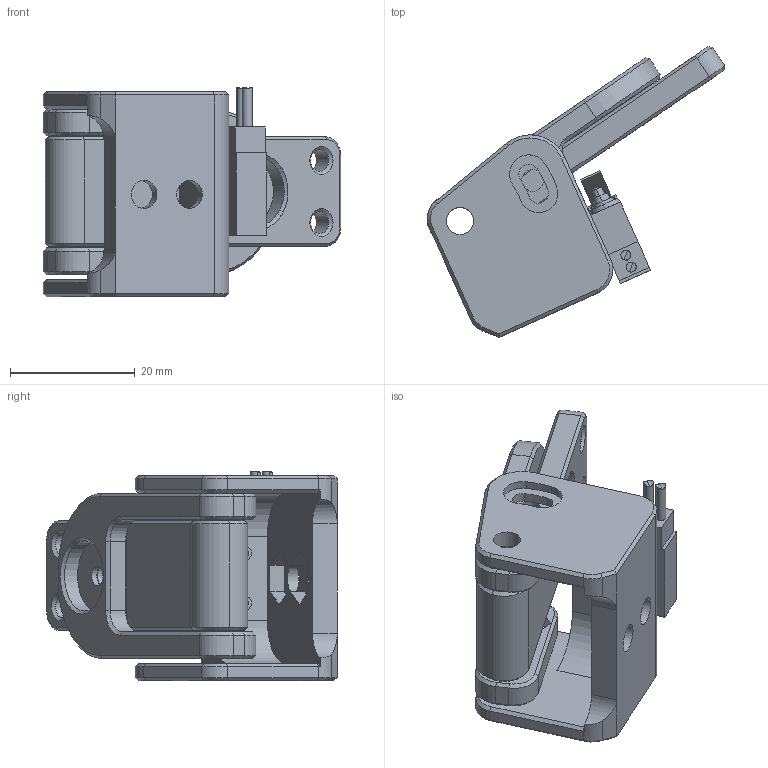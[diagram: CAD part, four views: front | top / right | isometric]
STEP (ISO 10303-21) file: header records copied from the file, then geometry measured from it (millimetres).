
FILE_DESCRIPTION(('FreeCAD Model'),'2;1');
FILE_NAME('Open CASCADE Shape Model','2025-07-28T22:33:05',(''),(''), 'Open CASCADE STEP processor 7.8','FreeCAD','Unknown');
FILE_SCHEMA(('AUTOMOTIVE_DESIGN { 1 0 10303 214 1 1 1 1 }'));
Length unit declared in the file: millimetre
Products named in the file (5): Assembly; Base Bottom; d2hw-br213mr; Body; Base Top
Assembly tree (4 placements, depth 2):
  Assembly
    Base Bottom
    d2hw-br213mr
    Body
    Base Top
Bounding box: 47.79 x 46.66 x 33.71 mm (x, y, z)
Volume: 14500 mm3; surface area: 11351.1 mm2
Topology: 4 solids, 4 shells, 330 faces, 825 edges, 517 vertices
Faces by surface type: plane 163, cylinder 106, cone 56, bspline 3, sphere 2
Full cylindrical faces by diameter (mm): 2.6 x2, 3.175 x2, 3.5 x4, 4.4 x5, 4.5 x2, 11.303 x2
Entity records: 10339 total; most frequent: CARTESIAN_POINT 1856, DIRECTION 1734, ORIENTED_EDGE 1650, EDGE_CURVE 825, AXIS2_PLACEMENT_3D 597, LINE 540, VECTOR 540, VERTEX_POINT 517
